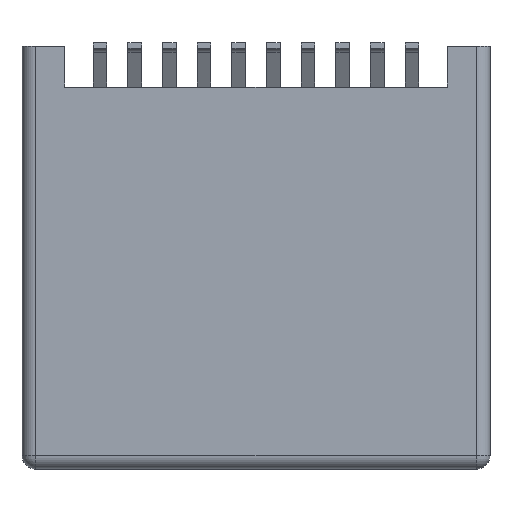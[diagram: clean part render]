
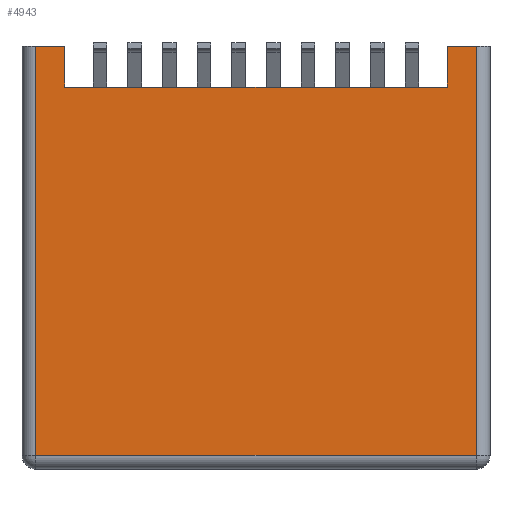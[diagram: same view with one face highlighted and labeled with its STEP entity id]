
A CAD part, front view. The second image highlights one B-rep face of the part: STEP entity #4943.
In plain terms, the highlighted planar face has unit normal (0, -1, 0).
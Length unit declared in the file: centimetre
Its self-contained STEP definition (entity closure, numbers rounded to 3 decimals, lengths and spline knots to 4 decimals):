
#493=FACE_OUTER_BOUND($,#813,.T.);
#813=EDGE_LOOP($,(#4341,#4342,#4343,#4344,#4345,#4346,#4347,#4348));
#1071=LINE($,#7321,#1627);
#1075=LINE($,#7329,#1631);
#1078=LINE($,#7335,#1634);
#1394=LINE($,#8112,#1950);
#1395=LINE($,#8115,#1951);
#1396=LINE($,#8117,#1952);
#1397=LINE($,#8119,#1953);
#1398=LINE($,#8120,#1954);
#1627=VECTOR($,#5901,1.5);
#1631=VECTOR($,#5907,0.1075);
#1634=VECTOR($,#5912,0.15);
#1950=VECTOR($,#6622,1.4);
#1951=VECTOR($,#6625,0.15);
#1952=VECTOR($,#6626,0.1075);
#1953=VECTOR($,#6627,1.5);
#1954=VECTOR($,#6628,1.615);
#2143=VERTEX_POINT($,#7313);
#2145=VERTEX_POINT($,#7319);
#2148=VERTEX_POINT($,#7327);
#2150=VERTEX_POINT($,#7333);
#2414=VERTEX_POINT($,#8110);
#2415=VERTEX_POINT($,#8114);
#2416=VERTEX_POINT($,#8116);
#2417=VERTEX_POINT($,#8118);
#2684=EDGE_CURVE($,#2145,#2143,#1071,.T.);
#2688=EDGE_CURVE($,#2145,#2148,#1075,.T.);
#2691=EDGE_CURVE($,#2148,#2150,#1078,.T.);
#3070=EDGE_CURVE($,#2150,#2414,#1394,.T.);
#3071=EDGE_CURVE($,#2414,#2415,#1395,.T.);
#3072=EDGE_CURVE($,#2415,#2416,#1396,.T.);
#3073=EDGE_CURVE($,#2417,#2416,#1397,.T.);
#3074=EDGE_CURVE($,#2143,#2417,#1398,.T.);
#4341=ORIENTED_EDGE($,*,*,#3070,.T.);
#4342=ORIENTED_EDGE($,*,*,#3071,.T.);
#4343=ORIENTED_EDGE($,*,*,#3072,.T.);
#4344=ORIENTED_EDGE($,*,*,#3073,.F.);
#4345=ORIENTED_EDGE($,*,*,#3074,.F.);
#4346=ORIENTED_EDGE($,*,*,#2684,.F.);
#4347=ORIENTED_EDGE($,*,*,#2688,.T.);
#4348=ORIENTED_EDGE($,*,*,#2691,.T.);
#4681=PLANE($,#5333);
#4943=ADVANCED_FACE($,(#493),#4681,.T.);
#5333=AXIS2_PLACEMENT_3D($,#8113,#6623,#6624);
#5901=DIRECTION($,(0.,0.,-1.));
#5907=DIRECTION($,(-1.,0.,0.));
#5912=DIRECTION($,(0.,0.,-1.));
#6622=DIRECTION($,(-1.,0.,0.));
#6623=DIRECTION('center_axis',(0.,-1.,0.));
#6624=DIRECTION('ref_axis',(0.,0.,1.));
#6625=DIRECTION($,(0.,0.,1.));
#6626=DIRECTION($,(-1.,0.,0.));
#6627=DIRECTION($,(0.,0.,1.));
#6628=DIRECTION($,(-1.,0.,0.));
#7313=CARTESIAN_POINT('',(-3.5882,-0.3135,-0.3943));
#7319=CARTESIAN_POINT('',(-3.5882,-0.3135,1.1057));
#7321=CARTESIAN_POINT($,(-3.5882,-0.3135,1.1057));
#7327=CARTESIAN_POINT('',(-3.6957,-0.3135,1.1057));
#7329=CARTESIAN_POINT($,(-3.5882,-0.3135,1.1057));
#7333=CARTESIAN_POINT('',(-3.6957,-0.3135,0.9557));
#7335=CARTESIAN_POINT($,(-3.6957,-0.3135,1.1057));
#8110=CARTESIAN_POINT('',(-5.0957,-0.3135,0.9557));
#8112=CARTESIAN_POINT($,(-1.1557,-0.3135,0.9557));
#8113=CARTESIAN_POINT('Origin',(-5.2032,-0.3135,0.9557));
#8114=CARTESIAN_POINT('',(-5.0957,-0.3135,1.1057));
#8115=CARTESIAN_POINT($,(-5.0957,-0.3135,0.9557));
#8116=CARTESIAN_POINT('',(-5.2032,-0.3135,1.1057));
#8117=CARTESIAN_POINT($,(-5.0957,-0.3135,1.1057));
#8118=CARTESIAN_POINT('',(-5.2032,-0.3135,-0.3943));
#8119=CARTESIAN_POINT($,(-5.2032,-0.3135,-0.3943));
#8120=CARTESIAN_POINT($,(-1.0482,-0.3135,-0.3943));
